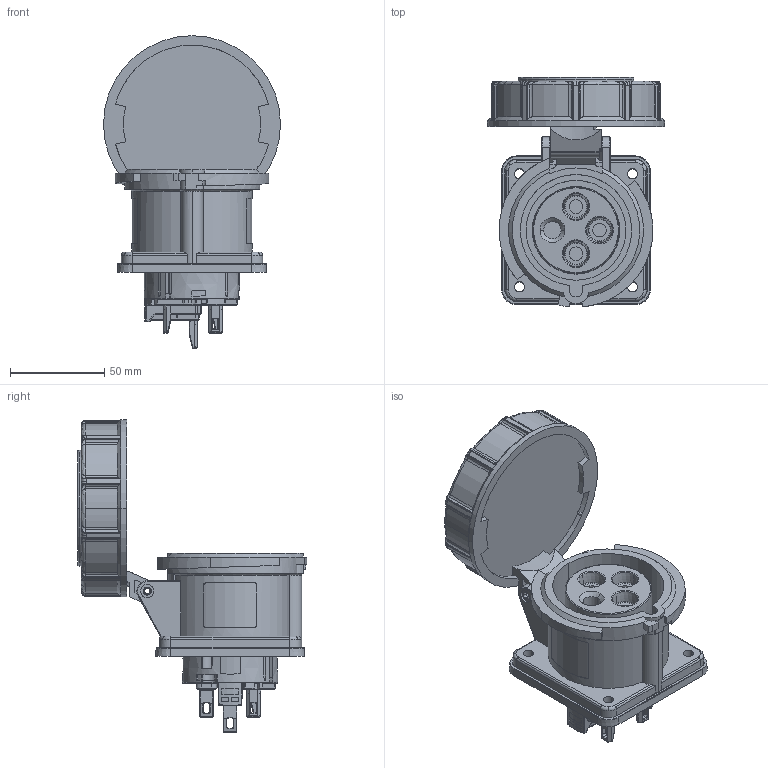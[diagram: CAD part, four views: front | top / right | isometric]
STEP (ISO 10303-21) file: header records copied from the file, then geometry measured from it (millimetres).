
FILE_DESCRIPTION (( 'STEP AP203' ), '1' );
FILE_NAME ('BRY430R9W.step', '2022-08-17T19:49:14', ( '' ), ( '' ), 'SwSTEP 2.0', 'SolidWorks 2021', '' );
FILE_SCHEMA (( 'CONFIG_CONTROL_DESIGN' ));
Products named in the file (1): BRY430R9W
Bounding box: 94 x 121.95 x 166 mm (x, y, z)
Volume: 344902.3 mm3; surface area: 82512.1 mm2
Topology: 2 solids, 9 shells, 2050 faces, 5347 edges, 3310 vertices
Faces by surface type: cylinder 797, plane 576, bspline 301, torus 177, cone 141, sphere 58
Entity records: 73426 total; most frequent: CARTESIAN_POINT 26686, ORIENTED_EDGE 10574, DIRECTION 8660, EDGE_CURVE 5287, VERTEX_POINT 3310, AXIS2_PLACEMENT_3D 3237, VECTOR 2186, LINE 2186
